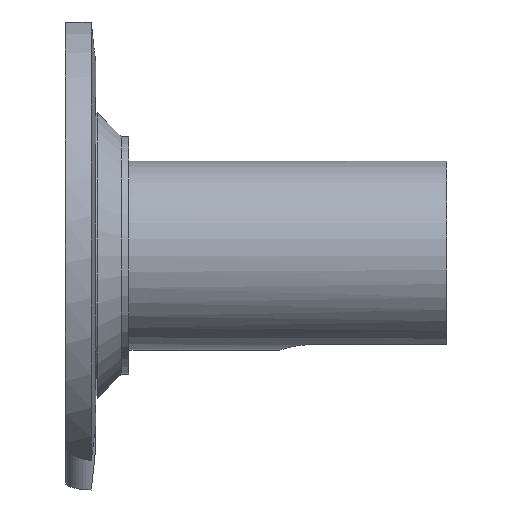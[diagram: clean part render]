
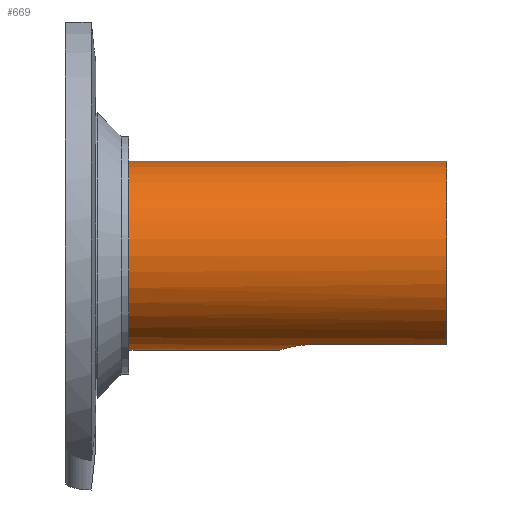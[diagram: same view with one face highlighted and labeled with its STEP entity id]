
A CAD part, left-side view. The second image highlights one B-rep face of the part: STEP entity #669.
In plain terms, the highlighted cylindrical face has radius 5.95 mm (diameter 11.9 mm), a full revolution.
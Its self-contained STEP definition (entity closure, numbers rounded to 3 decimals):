
#26=B_SPLINE_CURVE_WITH_KNOTS('',3,(#1034,#1035,#1036,#1037),
 .UNSPECIFIED.,.F.,.F.,(4,4),(0.605,0.644),
 .UNSPECIFIED.);
#27=B_SPLINE_CURVE_WITH_KNOTS('',3,(#1040,#1041,#1042,#1043,#1044,#1045,
#1046,#1047,#1048,#1049,#1050,#1051,#1052,#1053,#1054,#1055,#1056,#1057),
 .UNSPECIFIED.,.F.,.F.,(4,2,2,2,2,2,2,2,4),(0.608,0.684,
0.76,0.836,0.912,0.988,1.064,
1.14,1.216),.UNSPECIFIED.);
#70=FACE_OUTER_BOUND('',#109,.T.);
#109=EDGE_LOOP('',(#477,#478,#479,#480,#481,#482,#483,#484,#485,#486,#487,
#488));
#143=LINE('',#993,#191);
#151=LINE('',#1011,#199);
#152=LINE('',#1014,#200);
#156=LINE('',#1032,#204);
#157=LINE('',#1039,#205);
#191=VECTOR('',#804,10.);
#199=VECTOR('',#820,10.);
#200=VECTOR('',#823,10.);
#204=VECTOR('',#837,5.95);
#205=VECTOR('',#838,10.);
#236=CIRCLE('',#716,5.95);
#237=CIRCLE('',#718,5.95);
#240=CIRCLE('',#726,5.95);
#241=CIRCLE('',#727,5.95);
#269=VERTEX_POINT('',#977);
#271=VERTEX_POINT('',#981);
#273=VERTEX_POINT('',#985);
#274=VERTEX_POINT('',#989);
#276=VERTEX_POINT('',#992);
#282=VERTEX_POINT('',#1009);
#283=VERTEX_POINT('',#1013);
#287=VERTEX_POINT('',#1026);
#289=VERTEX_POINT('',#1033);
#290=VERTEX_POINT('',#1038);
#337=EDGE_CURVE('',#269,#269,#236,.T.);
#341=EDGE_CURVE('',#271,#273,#237,.T.);
#343=EDGE_CURVE('',#276,#274,#143,.T.);
#353=EDGE_CURVE('',#273,#282,#151,.T.);
#354=EDGE_CURVE('',#271,#283,#152,.T.);
#359=EDGE_CURVE('',#276,#287,#240,.T.);
#360=EDGE_CURVE('',#287,#282,#241,.T.);
#362=EDGE_CURVE('',#287,#269,#156,.T.);
#363=EDGE_CURVE('',#289,#274,#26,.T.);
#364=EDGE_CURVE('',#290,#289,#157,.T.);
#365=EDGE_CURVE('',#283,#290,#27,.T.);
#477=ORIENTED_EDGE('',*,*,#341,.T.);
#478=ORIENTED_EDGE('',*,*,#353,.T.);
#479=ORIENTED_EDGE('',*,*,#360,.F.);
#480=ORIENTED_EDGE('',*,*,#362,.T.);
#481=ORIENTED_EDGE('',*,*,#337,.T.);
#482=ORIENTED_EDGE('',*,*,#362,.F.);
#483=ORIENTED_EDGE('',*,*,#359,.F.);
#484=ORIENTED_EDGE('',*,*,#343,.T.);
#485=ORIENTED_EDGE('',*,*,#363,.F.);
#486=ORIENTED_EDGE('',*,*,#364,.F.);
#487=ORIENTED_EDGE('',*,*,#365,.F.);
#488=ORIENTED_EDGE('',*,*,#354,.F.);
#647=CYLINDRICAL_SURFACE('',#729,5.95);
#669=ADVANCED_FACE('',(#70),#647,.T.);
#716=AXIS2_PLACEMENT_3D('',#978,#792,#793);
#718=AXIS2_PLACEMENT_3D('',#987,#799,#800);
#726=AXIS2_PLACEMENT_3D('',#1027,#829,#830);
#727=AXIS2_PLACEMENT_3D('',#1028,#831,#832);
#729=AXIS2_PLACEMENT_3D('',#1031,#835,#836);
#792=DIRECTION('center_axis',(0.,-1.,0.));
#793=DIRECTION('ref_axis',(1.,0.,0.));
#799=DIRECTION('center_axis',(0.,1.,0.));
#800=DIRECTION('ref_axis',(1.,0.,0.));
#804=DIRECTION('',(0.,1.,0.));
#820=DIRECTION('',(0.,-1.,0.));
#823=DIRECTION('',(0.,1.,0.));
#829=DIRECTION('center_axis',(0.,-1.,0.));
#830=DIRECTION('ref_axis',(1.,0.,0.));
#831=DIRECTION('center_axis',(0.,-1.,0.));
#832=DIRECTION('ref_axis',(1.,0.,0.));
#835=DIRECTION('center_axis',(0.,1.,0.));
#836=DIRECTION('ref_axis',(1.,0.,0.));
#837=DIRECTION('',(0.,1.,0.));
#838=DIRECTION('',(0.,-1.,0.));
#977=CARTESIAN_POINT('',(-5.95,7.,0.));
#978=CARTESIAN_POINT('Origin',(0.,7.,0.));
#981=CARTESIAN_POINT('',(-1.959,-8.,-5.618));
#985=CARTESIAN_POINT('',(-2.,-8.,-5.604));
#987=CARTESIAN_POINT('Origin',(0.,-8.,0.));
#989=CARTESIAN_POINT('',(2.,-8.413,-5.604));
#992=CARTESIAN_POINT('',(2.,-13.,-5.604));
#993=CARTESIAN_POINT('',(2.,-14.,-5.604));
#1009=CARTESIAN_POINT('',(-2.,-13.,-5.604));
#1011=CARTESIAN_POINT('',(-2.,-14.,-5.604));
#1013=CARTESIAN_POINT('',(-1.959,-4.499,-5.618));
#1014=CARTESIAN_POINT('',(-1.959,-14.,-5.618));
#1026=CARTESIAN_POINT('',(-5.95,-13.,0.));
#1027=CARTESIAN_POINT('Origin',(0.,-13.,0.));
#1028=CARTESIAN_POINT('Origin',(0.,-13.,0.));
#1031=CARTESIAN_POINT('Origin',(0.,-14.,0.));
#1032=CARTESIAN_POINT('',(-5.95,-14.,0.));
#1033=CARTESIAN_POINT('',(2.041,-8.01,-5.589));
#1034=CARTESIAN_POINT('Ctrl Pts',(2.041,-8.01,-5.589));
#1035=CARTESIAN_POINT('Ctrl Pts',(2.041,-8.142,-5.589));
#1036=CARTESIAN_POINT('Ctrl Pts',(2.028,-8.278,-5.594));
#1037=CARTESIAN_POINT('Ctrl Pts',(2.,-8.413,-5.604));
#1038=CARTESIAN_POINT('',(2.041,-4.499,-5.589));
#1039=CARTESIAN_POINT('',(2.041,-14.,-5.589));
#1040=CARTESIAN_POINT('Ctrl Pts',(-1.959,-4.499,-5.618));
#1041=CARTESIAN_POINT('Ctrl Pts',(-1.959,-4.246,-5.618));
#1042=CARTESIAN_POINT('Ctrl Pts',(-1.908,-3.977,-5.637));
#1043=CARTESIAN_POINT('Ctrl Pts',(-1.703,-3.485,-5.702));
#1044=CARTESIAN_POINT('Ctrl Pts',(-1.55,-3.261,-5.748));
#1045=CARTESIAN_POINT('Ctrl Pts',(-1.197,-2.908,-5.831));
#1046=CARTESIAN_POINT('Ctrl Pts',(-0.973,-2.754,
-5.875));
#1047=CARTESIAN_POINT('Ctrl Pts',(-0.481,-2.55,
-5.936));
#1048=CARTESIAN_POINT('Ctrl Pts',(-0.212,-2.499,
-5.952));
#1049=CARTESIAN_POINT('Ctrl Pts',(0.295,-2.499,-5.948));
#1050=CARTESIAN_POINT('Ctrl Pts',(0.564,-2.55,-5.928));
#1051=CARTESIAN_POINT('Ctrl Pts',(1.056,-2.755,-5.861));
#1052=CARTESIAN_POINT('Ctrl Pts',(1.279,-2.908,-5.814));
#1053=CARTESIAN_POINT('Ctrl Pts',(1.632,-3.261,-5.725));
#1054=CARTESIAN_POINT('Ctrl Pts',(1.786,-3.485,-5.677));
#1055=CARTESIAN_POINT('Ctrl Pts',(1.99,-3.977,-5.608));
#1056=CARTESIAN_POINT('Ctrl Pts',(2.041,-4.245,-5.589));
#1057=CARTESIAN_POINT('Ctrl Pts',(2.041,-4.499,-5.589));
